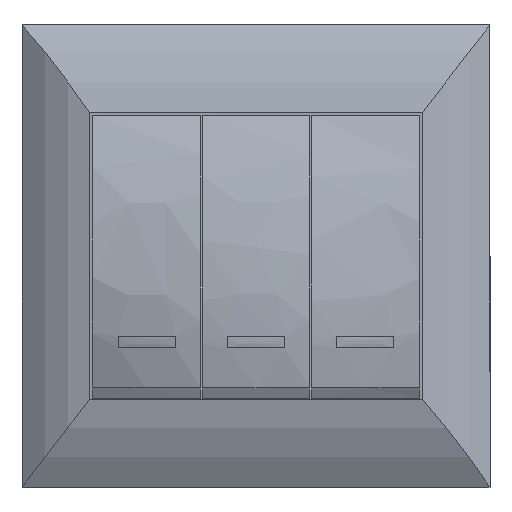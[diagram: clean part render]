
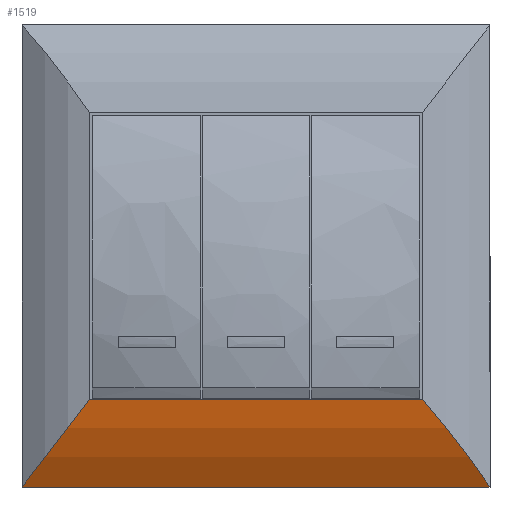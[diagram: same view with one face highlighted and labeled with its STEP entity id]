
A CAD part, top view. The second image highlights one B-rep face of the part: STEP entity #1519.
In plain terms, the highlighted free-form (B-spline) face has degree [3, 3] with [7, 4] control points.
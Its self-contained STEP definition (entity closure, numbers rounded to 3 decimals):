
#135 = CARTESIAN_POINT ( 'NONE',  ( -29., -25., 11. ) ) ;
#514 = EDGE_CURVE ( 'NONE', #7069, #8416, #2121, .T. ) ;
#589 = CARTESIAN_POINT ( 'NONE',  ( 33.125, -29.813, 10.328 ) ) ;
#630 = CARTESIAN_POINT ( 'NONE',  ( 0.289, -34.791, 8.287 ) ) ;
#660 = CARTESIAN_POINT ( 'NONE',  ( -40.75, -40.25, 5. ) ) ;
#728 = CARTESIAN_POINT ( 'NONE',  ( 29., -25., 11. ) ) ;
#842 = EDGE_LOOP ( 'NONE', ( #5731, #6084, #2050, #3721 ) ) ;
#1331 = CARTESIAN_POINT ( 'NONE',  ( 40.75, -40.25, 5. ) ) ;
#1361 = CARTESIAN_POINT ( 'NONE',  ( -14.5, -25., 11. ) ) ;
#1519 = ADVANCED_FACE ( 'NONE', ( #5474 ), #4429, .T. ) ;
#1597 = CARTESIAN_POINT ( 'NONE',  ( -29., -25., 11. ) ) ;
#1886 = VECTOR ( 'NONE', #3495, 1000. ) ;
#1944 = CARTESIAN_POINT ( 'NONE',  ( 29., -25., 11. ) ) ;
#2050 = ORIENTED_EDGE ( 'NONE', *, *, #514, .T. ) ;
#2075 = VECTOR ( 'NONE', #3900, 1000. ) ;
#2093 = CARTESIAN_POINT ( 'NONE',  ( 27.639, -29.813, 10.328 ) ) ;
#2121 = LINE ( 'NONE', #7818, #1886 ) ;
#2133 = CARTESIAN_POINT ( 'NONE',  ( -18.127, -34.791, 8.287 ) ) ;
#2245 = CARTESIAN_POINT ( 'NONE',  ( 40.75, -40.25, 5. ) ) ;
#2799 = CARTESIAN_POINT ( 'NONE',  ( 33.958, -40.25, 5. ) ) ;
#2829 = CARTESIAN_POINT ( 'NONE',  ( -24.167, -25., 11. ) ) ;
#3463 = VERTEX_POINT ( 'NONE', #1944 ) ;
#3495 = DIRECTION ( 'NONE',  ( 1., 0., 0. ) ) ;
#3509 = CARTESIAN_POINT ( 'NONE',  ( 16.666, -29.813, 10.328 ) ) ;
#3542 = CARTESIAN_POINT ( 'NONE',  ( -30.405, -34.791, 8.287 ) ) ;
#3721 = ORIENTED_EDGE ( 'NONE', *, *, #7759, .F. ) ;
#3900 = DIRECTION ( 'NONE',  ( -1., 0., 0. ) ) ;
#4217 = CARTESIAN_POINT ( 'NONE',  ( 29., -25., 11. ) ) ;
#4249 = CARTESIAN_POINT ( 'NONE',  ( 20.375, -40.25, 5. ) ) ;
#4286 = CARTESIAN_POINT ( 'NONE',  ( -29., -25., 11. ) ) ;
#4395 = CARTESIAN_POINT ( 'NONE',  ( -40.75, -40.25, 5. ) ) ;
#4429 = B_SPLINE_SURFACE_WITH_KNOTS ( 'NONE', 3, 3, ( 
 ( #4217, #589, #5673, #1331 ),
 ( #6389, #2093, #7115, #2799 ),
 ( #7836, #3509, #8583, #4249 ),
 ( #9298, #4984, #630, #5704 ),
 ( #1361, #6428, #2133, #7147 ),
 ( #2829, #7877, #3542, #8614 ),
 ( #4286, #9333, #5015, #660 ) ),
 .UNSPECIFIED., .F., .F., .F.,
 ( 4, 1, 1, 1, 4 ),
 ( 4, 4 ),
 ( 0.24, 0.305, 0.37, 0.435, 0.5 ),
 ( 0., 1. ),
 .UNSPECIFIED. ) ;
#4511 = CARTESIAN_POINT ( 'NONE',  ( -32.709, -29.813, 10.328 ) ) ;
#4984 = CARTESIAN_POINT ( 'NONE',  ( 0.208, -29.813, 10.328 ) ) ;
#5015 = CARTESIAN_POINT ( 'NONE',  ( -36.544, -34.791, 8.287 ) ) ;
#5241 = CARTESIAN_POINT ( 'NONE',  ( -40.75, -40.25, 5. ) ) ;
#5356 = B_SPLINE_CURVE_WITH_KNOTS ( 'NONE', 3,
 ( #728, #5801, #6529, #2245 ),
 .UNSPECIFIED., .F., .F.,
 ( 4, 4 ),
 ( 0., 1. ),
 .UNSPECIFIED. ) ;
#5474 = FACE_OUTER_BOUND ( 'NONE', #842, .T. ) ;
#5673 = CARTESIAN_POINT ( 'NONE',  ( 37.123, -34.791, 8.287 ) ) ;
#5704 = CARTESIAN_POINT ( 'NONE',  ( 0., -40.25, 5. ) ) ;
#5731 = ORIENTED_EDGE ( 'NONE', *, *, #7984, .T. ) ;
#5801 = CARTESIAN_POINT ( 'NONE',  ( 33.125, -29.813, 10.328 ) ) ;
#5914 = LINE ( 'NONE', #6818, #2075 ) ;
#6084 = ORIENTED_EDGE ( 'NONE', *, *, #6702, .T. ) ;
#6389 = CARTESIAN_POINT ( 'NONE',  ( 24.167, -25., 11. ) ) ;
#6428 = CARTESIAN_POINT ( 'NONE',  ( -16.25, -29.813, 10.328 ) ) ;
#6529 = CARTESIAN_POINT ( 'NONE',  ( 37.123, -34.791, 8.287 ) ) ;
#6702 = EDGE_CURVE ( 'NONE', #8661, #7069, #8238, .T. ) ;
#6818 = CARTESIAN_POINT ( 'NONE',  ( -29., -25., 11. ) ) ;
#7069 = VERTEX_POINT ( 'NONE', #4395 ) ;
#7115 = CARTESIAN_POINT ( 'NONE',  ( 30.984, -34.791, 8.287 ) ) ;
#7147 = CARTESIAN_POINT ( 'NONE',  ( -20.375, -40.25, 5. ) ) ;
#7759 = EDGE_CURVE ( 'NONE', #3463, #8416, #5356, .T. ) ;
#7818 = CARTESIAN_POINT ( 'NONE',  ( -40.75, -40.25, 5. ) ) ;
#7836 = CARTESIAN_POINT ( 'NONE',  ( 14.5, -25., 11. ) ) ;
#7877 = CARTESIAN_POINT ( 'NONE',  ( -27.223, -29.813, 10.328 ) ) ;
#7984 = EDGE_CURVE ( 'NONE', #3463, #8661, #5914, .T. ) ;
#8107 = CARTESIAN_POINT ( 'NONE',  ( -36.544, -34.791, 8.287 ) ) ;
#8238 = B_SPLINE_CURVE_WITH_KNOTS ( 'NONE', 3,
 ( #135, #4511, #8107, #5241 ),
 .UNSPECIFIED., .F., .F.,
 ( 4, 4 ),
 ( 0., 1. ),
 .UNSPECIFIED. ) ;
#8416 = VERTEX_POINT ( 'NONE', #9097 ) ;
#8583 = CARTESIAN_POINT ( 'NONE',  ( 18.706, -34.791, 8.287 ) ) ;
#8614 = CARTESIAN_POINT ( 'NONE',  ( -33.958, -40.25, 5. ) ) ;
#8661 = VERTEX_POINT ( 'NONE', #1597 ) ;
#9097 = CARTESIAN_POINT ( 'NONE',  ( 40.75, -40.25, 5. ) ) ;
#9298 = CARTESIAN_POINT ( 'NONE',  ( 0., -25., 11. ) ) ;
#9333 = CARTESIAN_POINT ( 'NONE',  ( -32.709, -29.813, 10.328 ) ) ;
